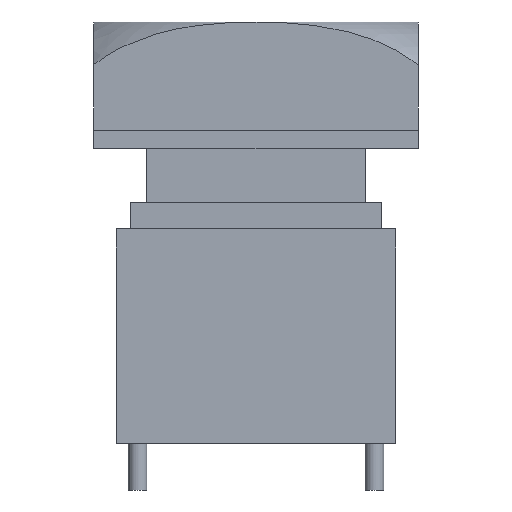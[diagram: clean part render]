
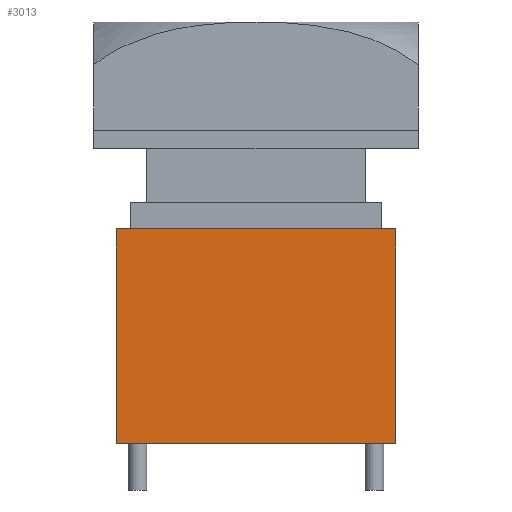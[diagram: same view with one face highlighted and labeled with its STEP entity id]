
A CAD part, left-side view. The second image highlights one B-rep face of the part: STEP entity #3013.
In plain terms, the highlighted planar face has unit normal (-1, 0, 0).
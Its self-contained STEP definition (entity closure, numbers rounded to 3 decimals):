
#1851 = PLANE('',#1852);
#1852 = AXIS2_PLACEMENT_3D('',#1853,#1854,#1855);
#1853 = CARTESIAN_POINT('',(0.,0.,
    0.));
#1854 = DIRECTION('',(0.,0.,-1.));
#1855 = DIRECTION('',(0.,-1.,0.));
#2674 = PLANE('',#2675);
#2675 = AXIS2_PLACEMENT_3D('',#2676,#2677,#2678);
#2676 = CARTESIAN_POINT('',(0.,0.,
    11.5));
#2677 = DIRECTION('',(0.,0.,-1.));
#2678 = DIRECTION('',(0.,-1.,0.));
#2699 = VERTEX_POINT('',#2700);
#2700 = CARTESIAN_POINT('',(-7.5,7.5,
    11.5));
#2714 = PLANE('',#2715);
#2715 = AXIS2_PLACEMENT_3D('',#2716,#2717,#2718);
#2716 = CARTESIAN_POINT('',(-7.5,7.5,
    11.5));
#2717 = DIRECTION('',(0.,-1.,0.));
#2718 = DIRECTION('',(1.,0.,0.));
#2726 = EDGE_CURVE('',#2699,#2727,#2729,.T.);
#2727 = VERTEX_POINT('',#2728);
#2728 = CARTESIAN_POINT('',(-7.5,-7.5,
    11.5));
#2729 = SURFACE_CURVE('',#2730,(#2734,#2741),.PCURVE_S1.);
#2730 = LINE('',#2731,#2732);
#2731 = CARTESIAN_POINT('',(-7.5,-7.5,
    11.5));
#2732 = VECTOR('',#2733,1.);
#2733 = DIRECTION('',(0.,-1.,0.));
#2734 = PCURVE('',#2674,#2735);
#2735 = DEFINITIONAL_REPRESENTATION('',(#2736),#2740);
#2736 = LINE('',#2737,#2738);
#2737 = CARTESIAN_POINT('',(7.5,7.5));
#2738 = VECTOR('',#2739,1.);
#2739 = DIRECTION('',(1.,0.));
#2740 = ( GEOMETRIC_REPRESENTATION_CONTEXT(2) 
PARAMETRIC_REPRESENTATION_CONTEXT() REPRESENTATION_CONTEXT('2D SPACE',''
  ) );
#2741 = PCURVE('',#2742,#2747);
#2742 = PLANE('',#2743);
#2743 = AXIS2_PLACEMENT_3D('',#2744,#2745,#2746);
#2744 = CARTESIAN_POINT('',(-7.5,-7.5,
    11.5));
#2745 = DIRECTION('',(1.,0.,0.));
#2746 = DIRECTION('',(0.,1.,0.));
#2747 = DEFINITIONAL_REPRESENTATION('',(#2748),#2752);
#2748 = LINE('',#2749,#2750);
#2749 = CARTESIAN_POINT('',(0.,0.));
#2750 = VECTOR('',#2751,1.);
#2751 = DIRECTION('',(-1.,0.));
#2752 = ( GEOMETRIC_REPRESENTATION_CONTEXT(2) 
PARAMETRIC_REPRESENTATION_CONTEXT() REPRESENTATION_CONTEXT('2D SPACE',''
  ) );
#2768 = PLANE('',#2769);
#2769 = AXIS2_PLACEMENT_3D('',#2770,#2771,#2772);
#2770 = CARTESIAN_POINT('',(-7.5,-7.5,
    11.5));
#2771 = DIRECTION('',(0.,1.,0.));
#2772 = DIRECTION('',(-1.,0.,0.));
#2969 = VERTEX_POINT('',#2970);
#2970 = CARTESIAN_POINT('',(-7.5,7.5,
    0.));
#2991 = EDGE_CURVE('',#2699,#2969,#2992,.T.);
#2992 = SURFACE_CURVE('',#2993,(#2997,#3004),.PCURVE_S1.);
#2993 = LINE('',#2994,#2995);
#2994 = CARTESIAN_POINT('',(-7.5,7.5,
    11.5));
#2995 = VECTOR('',#2996,1.);
#2996 = DIRECTION('',(0.,0.,-1.));
#2997 = PCURVE('',#2714,#2998);
#2998 = DEFINITIONAL_REPRESENTATION('',(#2999),#3003);
#2999 = LINE('',#3000,#3001);
#3000 = CARTESIAN_POINT('',(0.,0.));
#3001 = VECTOR('',#3002,1.);
#3002 = DIRECTION('',(0.,-1.));
#3003 = ( GEOMETRIC_REPRESENTATION_CONTEXT(2) 
PARAMETRIC_REPRESENTATION_CONTEXT() REPRESENTATION_CONTEXT('2D SPACE',''
  ) );
#3004 = PCURVE('',#2742,#3005);
#3005 = DEFINITIONAL_REPRESENTATION('',(#3006),#3010);
#3006 = LINE('',#3007,#3008);
#3007 = CARTESIAN_POINT('',(15.,0.));
#3008 = VECTOR('',#3009,1.);
#3009 = DIRECTION('',(0.,-1.));
#3010 = ( GEOMETRIC_REPRESENTATION_CONTEXT(2) 
PARAMETRIC_REPRESENTATION_CONTEXT() REPRESENTATION_CONTEXT('2D SPACE',''
  ) );
#3013 = ADVANCED_FACE('',(#3014),#2742,.F.);
#3014 = FACE_BOUND('',#3015,.T.);
#3015 = EDGE_LOOP('',(#3016,#3039,#3060,#3061));
#3016 = ORIENTED_EDGE('',*,*,#3017,.T.);
#3017 = EDGE_CURVE('',#2969,#3018,#3020,.T.);
#3018 = VERTEX_POINT('',#3019);
#3019 = CARTESIAN_POINT('',(-7.5,-7.5,
    0.));
#3020 = SURFACE_CURVE('',#3021,(#3025,#3032),.PCURVE_S1.);
#3021 = LINE('',#3022,#3023);
#3022 = CARTESIAN_POINT('',(-7.5,-7.5,
    0.));
#3023 = VECTOR('',#3024,1.);
#3024 = DIRECTION('',(0.,-1.,0.));
#3025 = PCURVE('',#2742,#3026);
#3026 = DEFINITIONAL_REPRESENTATION('',(#3027),#3031);
#3027 = LINE('',#3028,#3029);
#3028 = CARTESIAN_POINT('',(0.,-11.5));
#3029 = VECTOR('',#3030,1.);
#3030 = DIRECTION('',(-1.,0.));
#3031 = ( GEOMETRIC_REPRESENTATION_CONTEXT(2) 
PARAMETRIC_REPRESENTATION_CONTEXT() REPRESENTATION_CONTEXT('2D SPACE',''
  ) );
#3032 = PCURVE('',#1851,#3033);
#3033 = DEFINITIONAL_REPRESENTATION('',(#3034),#3038);
#3034 = LINE('',#3035,#3036);
#3035 = CARTESIAN_POINT('',(7.5,7.5));
#3036 = VECTOR('',#3037,1.);
#3037 = DIRECTION('',(1.,0.));
#3038 = ( GEOMETRIC_REPRESENTATION_CONTEXT(2) 
PARAMETRIC_REPRESENTATION_CONTEXT() REPRESENTATION_CONTEXT('2D SPACE',''
  ) );
#3039 = ORIENTED_EDGE('',*,*,#3040,.F.);
#3040 = EDGE_CURVE('',#2727,#3018,#3041,.T.);
#3041 = SURFACE_CURVE('',#3042,(#3046,#3053),.PCURVE_S1.);
#3042 = LINE('',#3043,#3044);
#3043 = CARTESIAN_POINT('',(-7.5,-7.5,
    11.5));
#3044 = VECTOR('',#3045,1.);
#3045 = DIRECTION('',(0.,0.,-1.));
#3046 = PCURVE('',#2742,#3047);
#3047 = DEFINITIONAL_REPRESENTATION('',(#3048),#3052);
#3048 = LINE('',#3049,#3050);
#3049 = CARTESIAN_POINT('',(0.,0.));
#3050 = VECTOR('',#3051,1.);
#3051 = DIRECTION('',(0.,-1.));
#3052 = ( GEOMETRIC_REPRESENTATION_CONTEXT(2) 
PARAMETRIC_REPRESENTATION_CONTEXT() REPRESENTATION_CONTEXT('2D SPACE',''
  ) );
#3053 = PCURVE('',#2768,#3054);
#3054 = DEFINITIONAL_REPRESENTATION('',(#3055),#3059);
#3055 = LINE('',#3056,#3057);
#3056 = CARTESIAN_POINT('',(0.,0.));
#3057 = VECTOR('',#3058,1.);
#3058 = DIRECTION('',(0.,-1.));
#3059 = ( GEOMETRIC_REPRESENTATION_CONTEXT(2) 
PARAMETRIC_REPRESENTATION_CONTEXT() REPRESENTATION_CONTEXT('2D SPACE',''
  ) );
#3060 = ORIENTED_EDGE('',*,*,#2726,.F.);
#3061 = ORIENTED_EDGE('',*,*,#2991,.T.);
